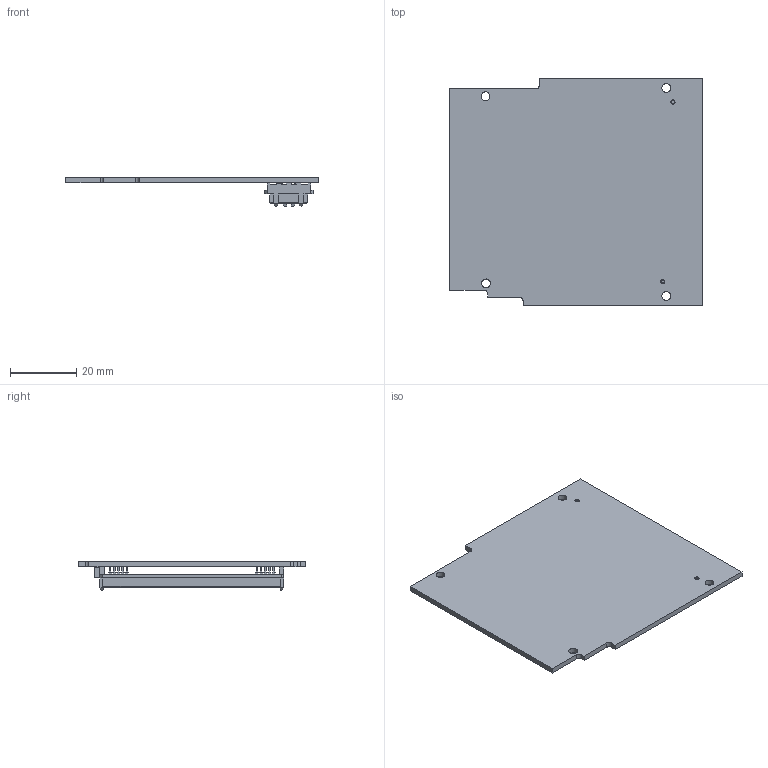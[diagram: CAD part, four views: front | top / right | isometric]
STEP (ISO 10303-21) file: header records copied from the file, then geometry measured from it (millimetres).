
FILE_DESCRIPTION(/* description */ ('PCB Design','CAx-IF Rec.Pracs.---Representation and Presentation of Product Manufacturing Information (PMI)---4.0---2014-10-13'),/* implementation_level */ '2;1');
FILE_NAME(/* name */ 'SingleWidthFMC.stp',/* time_stamp */ '2020-01-20T13:36:40+00:00',/* author */ ('phpgb'),/* organization */ (''),/* preprocessor_version */ 'ST-DEVELOPER v17.2',/* originating_system */ 'Autodesk Inventor 2019',/* authorisation */ '');
FILE_SCHEMA (('AP242_MANAGED_MODEL_BASED_3D_ENGINEERING_MIM_LF { 1 0 10303 442 1 1 4 }'));
Length unit declared in the file: millimetre
Products named in the file (5): pc053c_toplevel_61; BOARD_OUTLINE; COMPONENTS; SAMTEC_SEAM-40-035-S-10-2-A; 459704305
Assembly tree (4 placements, depth 4):
  pc053c_toplevel_61
    BOARD_OUTLINE
    COMPONENTS
      SAMTEC_SEAM-40-035-S-10-2-A
        459704305
Bounding box: 76.5 x 69 x 8.73 mm (x, y, z)
Volume: 10218.9 mm3; surface area: 14260.9 mm2
Topology: 2 solids, 2 shells, 659 faces, 1814 edges, 1218 vertices
Faces by surface type: plane 605, cylinder 54
Full cylindrical faces by diameter (mm): 1.118 x1, 1.3 x2, 2.7 x4
Entity records: 20892 total; most frequent: CARTESIAN_POINT 3716, ORIENTED_EDGE 3586, DIRECTION 3313, EDGE_CURVE 1793, LINE 1683, VECTOR 1683, VERTEX_POINT 1184, AXIS2_PLACEMENT_3D 815
